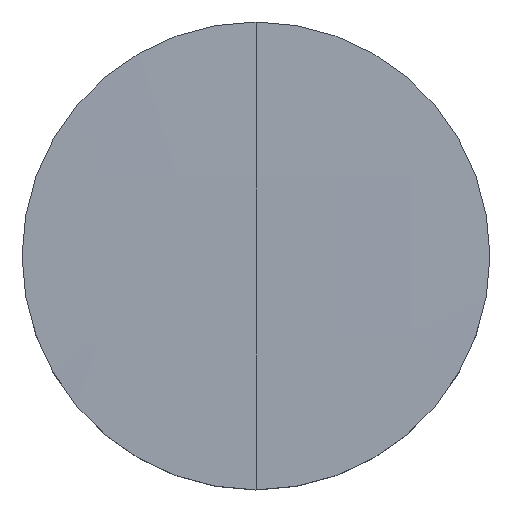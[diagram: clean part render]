
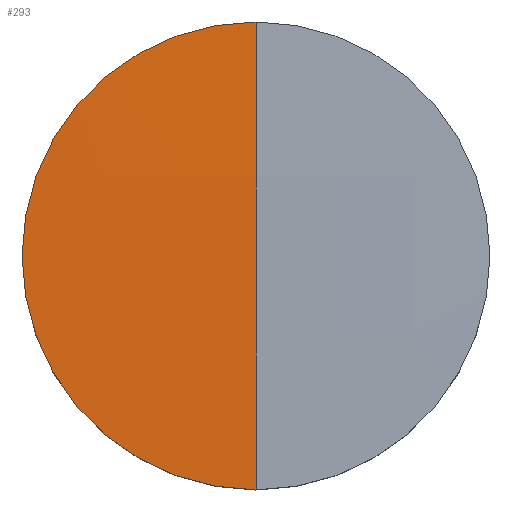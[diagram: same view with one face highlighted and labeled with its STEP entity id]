
A CAD part, top view. The second image highlights one B-rep face of the part: STEP entity #293.
In plain terms, the highlighted free-form (B-spline) face has degree [3, 3] with [4, 4] control points.
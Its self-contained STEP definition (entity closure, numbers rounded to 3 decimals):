
#4 = DIRECTION ( 'NONE',  ( 0., 0., -1. ) ) ;
#5 = AXIS2_PLACEMENT_3D ( 'NONE', #236, #199, #257 ) ;
#9 = CARTESIAN_POINT ( 'NONE',  ( -4.259, -2.142, 3. ) ) ;
#12 = CARTESIAN_POINT ( 'NONE',  ( -6.388, -6.426, 2.921 ) ) ;
#20 = CARTESIAN_POINT ( 'NONE',  ( -6.35, 0., 2.961 ) ) ;
#25 = DIRECTION ( 'NONE',  ( 0., -1., 0. ) ) ;
#30 = EDGE_CURVE ( 'NONE', #138, #125, #180, .T. ) ;
#47 = AXIS2_PLACEMENT_3D ( 'NONE', #155, #260, #25 ) ;
#71 = EDGE_CURVE ( 'NONE', #125, #195, #175, .T. ) ;
#75 = CARTESIAN_POINT ( 'NONE',  ( 0., 6.35, 2.961 ) ) ;
#81 = CARTESIAN_POINT ( 'NONE',  ( -4.258, 6.426, 2.947 ) ) ;
#90 = FACE_OUTER_BOUND ( 'NONE', #131, .T. ) ;
#102 = CARTESIAN_POINT ( 'NONE',  ( -4.258, -6.426, 2.947 ) ) ;
#108 = EDGE_CURVE ( 'NONE', #138, #195, #216, .T. ) ;
#123 = ORIENTED_EDGE ( 'NONE', *, *, #71, .F. ) ;
#124 = CARTESIAN_POINT ( 'NONE',  ( -4.259, 2.142, 3. ) ) ;
#125 = VERTEX_POINT ( 'NONE', #20 ) ;
#126 = CARTESIAN_POINT ( 'NONE',  ( -6.388, -2.142, 2.974 ) ) ;
#131 = EDGE_LOOP ( 'NONE', ( #186, #240, #123 ) ) ;
#138 = VERTEX_POINT ( 'NONE', #294 ) ;
#155 = CARTESIAN_POINT ( 'NONE',  ( 0., 0., -515.2 ) ) ;
#170 = CARTESIAN_POINT ( 'NONE',  ( 0., 2.142, 3.013 ) ) ;
#175 = CIRCLE ( 'NONE', #5, 6.35 ) ;
#180 = CIRCLE ( 'NONE', #249, 6.35 ) ;
#186 = ORIENTED_EDGE ( 'NONE', *, *, #30, .F. ) ;
#191 = CARTESIAN_POINT ( 'NONE',  ( 0., 0., 2.961 ) ) ;
#195 = VERTEX_POINT ( 'NONE', #75 ) ;
#198 = CARTESIAN_POINT ( 'NONE',  ( 0., -2.142, 3.013 ) ) ;
#199 = DIRECTION ( 'NONE',  ( 0., 0., -1. ) ) ;
#208 = DIRECTION ( 'NONE',  ( 1., 0., 0. ) ) ;
#213 = CARTESIAN_POINT ( 'NONE',  ( -2.129, 2.142, 3.013 ) ) ;
#214 = CARTESIAN_POINT ( 'NONE',  ( 0., 6.426, 2.96 ) ) ;
#216 = CIRCLE ( 'NONE', #47, 518.2 ) ;
#217 = CARTESIAN_POINT ( 'NONE',  ( 0., -6.426, 2.96 ) ) ;
#218 = CARTESIAN_POINT ( 'NONE',  ( -2.129, -2.142, 3.013 ) ) ;
#234 = CARTESIAN_POINT ( 'NONE',  ( -6.388, 6.426, 2.921 ) ) ;
#236 = CARTESIAN_POINT ( 'NONE',  ( 0., 0., 2.961 ) ) ;
#240 = ORIENTED_EDGE ( 'NONE', *, *, #108, .T. ) ;
#249 = AXIS2_PLACEMENT_3D ( 'NONE', #191, #4, #208 ) ;
#253 = CARTESIAN_POINT ( 'NONE',  ( -2.129, 6.426, 2.96 ) ) ;
#254 = CARTESIAN_POINT ( 'NONE',  ( -6.388, 2.142, 2.974 ) ) ;
#257 = DIRECTION ( 'NONE',  ( 1., 0., 0. ) ) ;
#260 = DIRECTION ( 'NONE',  ( -1., 0., 0. ) ) ;
#281 = CARTESIAN_POINT ( 'NONE',  ( -2.129, -6.426, 2.96 ) ) ;
#283 =( BOUNDED_SURFACE ( )  B_SPLINE_SURFACE ( 3, 3, ( 
 ( #217, #281, #102, #12 ),
 ( #198, #218, #9, #126 ),
 ( #170, #213, #124, #254 ),
 ( #214, #253, #81, #234 ) ),
 .UNSPECIFIED., .F., .F., .F. ) 
 B_SPLINE_SURFACE_WITH_KNOTS ( ( 4, 4 ),
 ( 4, 4 ),
 ( 0., 1. ),
 ( 0., 1. ),
 .UNSPECIFIED. ) 
 GEOMETRIC_REPRESENTATION_ITEM ( )  RATIONAL_B_SPLINE_SURFACE ( (
 ( 1., 1., 1., 1.),
 ( 1., 1., 1., 1.),
 ( 1., 1., 1., 1.),
 ( 1., 1., 1., 1.) ) ) 
 REPRESENTATION_ITEM ( '' )  SURFACE ( )  );
#293 = ADVANCED_FACE ( 'NONE', ( #90 ), #283, .T. ) ;
#294 = CARTESIAN_POINT ( 'NONE',  ( 0., -6.35, 2.961 ) ) ;
